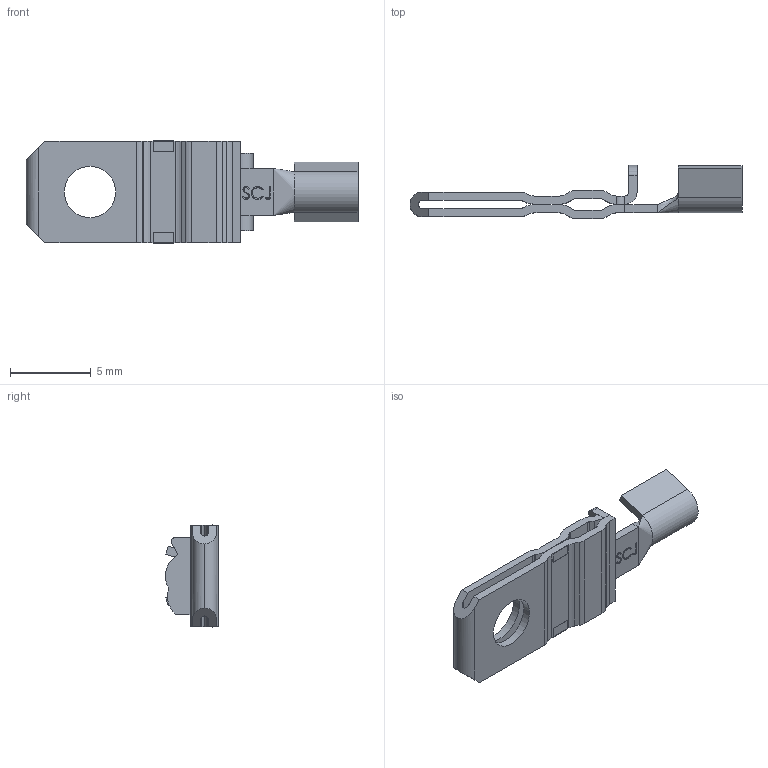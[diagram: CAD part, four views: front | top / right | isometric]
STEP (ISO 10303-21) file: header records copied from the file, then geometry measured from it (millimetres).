
FILE_DESCRIPTION (( 'STEP AP203' ), '1' );
FILE_NAME ('14406.STEP', '2015-02-23T19:55:05', ( '' ), ( '' ), 'SwSTEP 2.0', 'SolidWorks 2014', '' );
FILE_SCHEMA (( 'CONFIG_CONTROL_DESIGN' ));
Length unit declared in the file: inch
Products named in the file (1): 14406
Bounding box: 20.57 x 3.3 x 6.35 mm (x, y, z)
Volume: 99 mm3; surface area: 458.4 mm2
Topology: 5 solids, 5 shells, 214 faces, 565 edges, 364 vertices
Faces by surface type: plane 121, cylinder 50, bspline 35, cone 8
Entity records: 8100 total; most frequent: CARTESIAN_POINT 2929, ORIENTED_EDGE 1130, DIRECTION 935, EDGE_CURVE 565, LINE 391, VECTOR 391, VERTEX_POINT 364, AXIS2_PLACEMENT_3D 272
